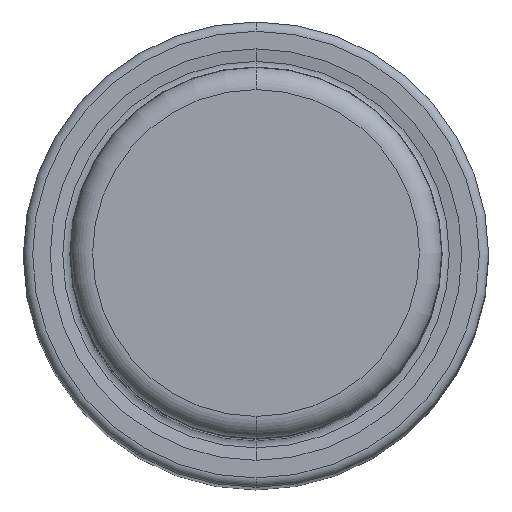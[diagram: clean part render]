
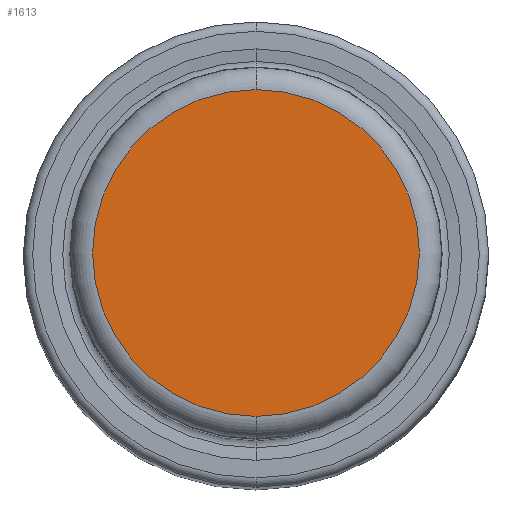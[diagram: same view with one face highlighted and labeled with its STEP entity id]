
A CAD part, top view. The second image highlights one B-rep face of the part: STEP entity #1613.
In plain terms, the highlighted planar face has unit normal (0, 0, 1).
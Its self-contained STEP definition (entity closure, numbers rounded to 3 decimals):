
#752=CARTESIAN_POINT('',(0.,0.,0.));
#753=DIRECTION('',(0.,0.,-1.));
#754=DIRECTION('',(0.,-1.,0.));
#755=AXIS2_PLACEMENT_3D('',#752,#753,#754);
#760=CARTESIAN_POINT('',(0.,0.,0.));
#761=DIRECTION('',(0.,0.,-1.));
#762=DIRECTION('',(0.,1.,0.));
#763=AXIS2_PLACEMENT_3D('',#760,#761,#762);
#922=CARTESIAN_POINT('',(0.,-8.778,0.));
#923=VERTEX_POINT('',#922);
#924=CARTESIAN_POINT('',(0.,8.778,0.));
#925=VERTEX_POINT('',#924);
#1604=CARTESIAN_POINT('',(0.,0.,0.));
#1605=DIRECTION('',(0.,0.,1.));
#1606=DIRECTION('',(-1.,0.,0.));
#1607=AXIS2_PLACEMENT_3D('',#1604,#1605,#1606);
#1608=PLANE('',#1607);
#1609=ORIENTED_EDGE('',*,*,#1599,.T.);
#1610=ORIENTED_EDGE('',*,*,#1583,.T.);
#1611=EDGE_LOOP('',(#1609,#1610));
#1612=FACE_OUTER_BOUND('',#1611,.F.);
#1613=ADVANCED_FACE('',(#1612),#1608,.T.);
#756=CIRCLE('',#755,8.778);
#764=CIRCLE('',#763,8.778);
#1583=EDGE_CURVE('',#925,#923,#764,.T.);
#1599=EDGE_CURVE('',#923,#925,#756,.T.);
